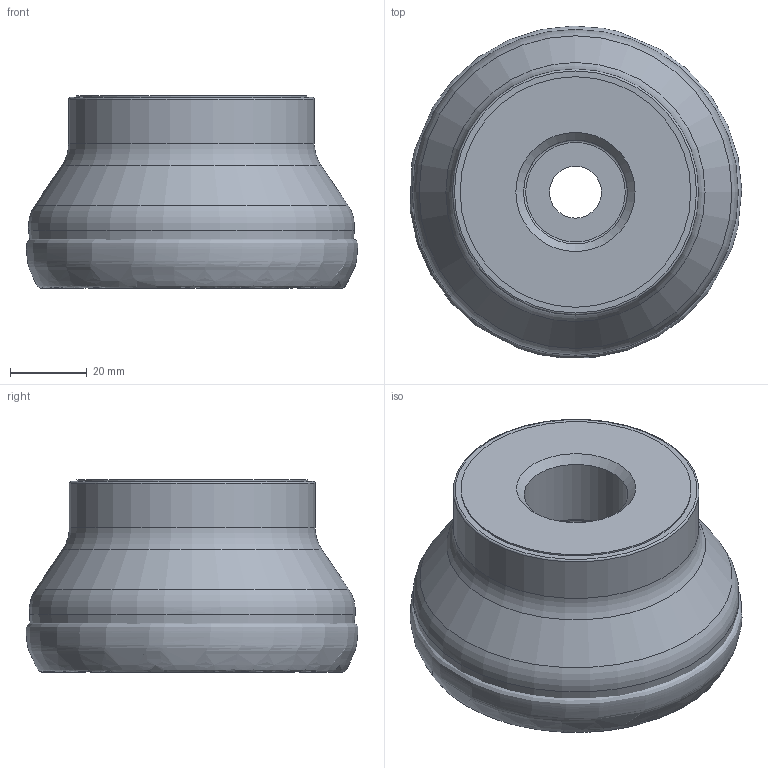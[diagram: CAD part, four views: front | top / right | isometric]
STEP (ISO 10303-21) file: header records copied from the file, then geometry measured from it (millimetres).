
FILE_DESCRIPTION(/* description */ (''),/* implementation_level */ '2;1');
FILE_NAME(/* name */ '1551770389238.stp',/* time_stamp */ '2019-03-05T12:50:38+05:00',/* author */ (''),/* organization */ ('SMS'),/* preprocessor_version */ 'ST-DEVELOPER v15',/* originating_system */ 'SIEMENS PLM Software NX 8.5',/* authorisation */ '');
FILE_SCHEMA (('AUTOMOTIVE_DESIGN { 1 0 10303 214 3 1 1 1 }'));
Length unit declared in the file: millimetre
Products named in the file (4): ASSEMBLY_CONSTRUCTION; 202214269mod000_00; 202166637mod000_00; 202166636mod000_00
Assembly tree (3 placements, depth 2):
  202166636mod000_00
    202166637mod000_00
    202214269mod000_00
    ASSEMBLY_CONSTRUCTION
Bounding box: 86.26 x 86.37 x 50 mm (x, y, z)
Volume: 222073.5 mm3; surface area: 34276 mm2
Topology: 2 solids, 2 shells, 27 faces, 53 edges, 50 vertices
Faces by surface type: torus 7, plane 6, cylinder 6, cone 6, revolution 1, bspline 1
Full cylindrical faces by diameter (mm): 13.5 x1, 20 x1, 27.011 x1, 27.5 x1, 60 x1, 64 x1
Entity records: 18721 total; most frequent: CARTESIAN_POINT 17958, DIRECTION 145, AXIS2_PLACEMENT_3D 72, FACE_BOUND 53, EDGE_LOOP 52, ORIENTED_EDGE 52, STYLED_ITEM 38, PRESENTATION_STYLE_ASSIGNMENT 38
